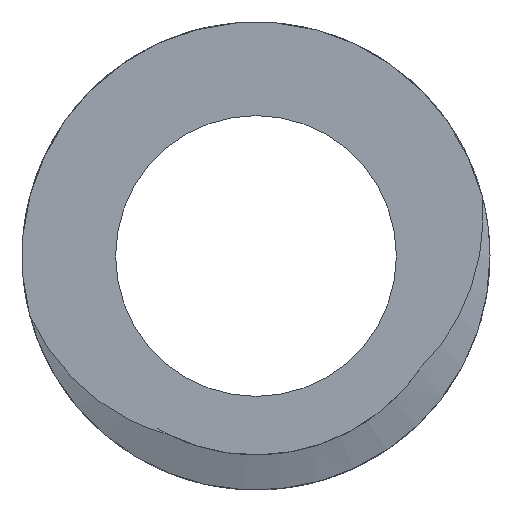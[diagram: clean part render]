
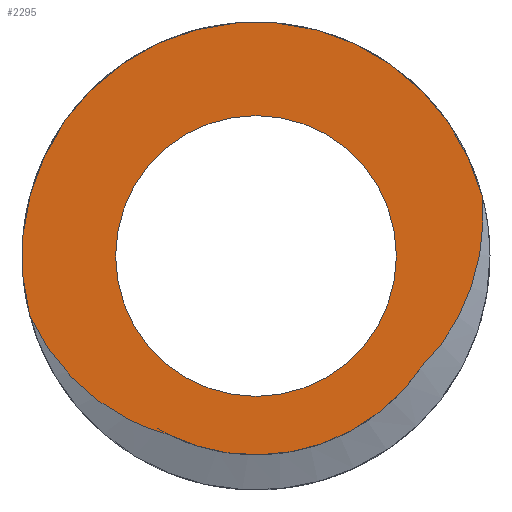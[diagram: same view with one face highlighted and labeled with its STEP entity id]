
A CAD part, front view. The second image highlights one B-rep face of the part: STEP entity #2295.
In plain terms, the highlighted planar face has unit normal (0, -1, 0).
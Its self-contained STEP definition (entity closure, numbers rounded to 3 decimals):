
#401=CARTESIAN_POINT('POINT16',(-30.,0.,0.));
#402=VERTEX_POINT('VERTEX16',#401);
#410=CARTESIAN_POINT('POINT17',(30.,0.,0.));
#411=VERTEX_POINT('VERTEX17',#410);
#418=CARTESIAN_POINT('POS12',(0.,0.,0.));
#419=DIRECTION('DIR17',(0.,1.,0.));
#420=DIRECTION('DIR18',(-1.,0.,0.));
#421=AXIS2_PLACEMENT_3D('AXIS6',#418,#419,#420);
#422=CIRCLE('ELLIPSE4',#421,30.);
#423=EDGE_CURVE('EDGE22',#402,#411,#422,.T.);
#436=CARTESIAN_POINT('POS14',(0.,0.,0.));
#437=DIRECTION('DIR21',(0.,1.,0.));
#438=DIRECTION('DIR22',(-1.,0.,0.));
#439=AXIS2_PLACEMENT_3D('AXIS8',#436,#437,#438);
#440=CIRCLE('ELLIPSE5',#439,30.);
#441=EDGE_CURVE('EDGE23',#411,#402,#440,.T.);
#446=CARTESIAN_POINT('POINT18',(35.12,0.,
   -23.931));
#447=VERTEX_POINT('VERTEX18',#446);
#567=CARTESIAN_POINT('POINT19',(48.296,0.,
   12.941));
#568=VERTEX_POINT('VERTEX19',#567);
#578=(BOUNDED_CURVE() B_SPLINE_CURVE(3,(#579,#580,#581,#582,#583,#584,
   #585,#586,#587,#588),.UNSPECIFIED.,.F.,.F.) B_SPLINE_CURVE_WITH_KNOTS
   ((4,1,1,1,1,1,1,4),(0.,0.142,
   0.284,0.427,0.57,
   0.713,0.856,1.),.UNSPECIFIED.) 
   CURVE() GEOMETRIC_REPRESENTATION_ITEM() RATIONAL_B_SPLINE_CURVE((
   1.,1.,1.,1.,1.,1.,1.,
   1.,1.,1.)) REPRESENTATION_ITEM('SPLINE_CRV15'));
#579=CARTESIAN_POINT('',(35.12,0.,
   -23.931));
#580=CARTESIAN_POINT('',(36.427,0.,
   -22.663));
#581=CARTESIAN_POINT('',(38.882,0.,
   -19.954));
#582=CARTESIAN_POINT('',(42.102,0.,
   -15.31));
#583=CARTESIAN_POINT('',(44.722,0.,
   -10.226));
#584=CARTESIAN_POINT('',(46.692,0.,
   -4.829));
#585=CARTESIAN_POINT('',(47.998,0.,
   0.916));
#586=CARTESIAN_POINT('',(48.584,0.,
   6.902));
#587=CARTESIAN_POINT('',(48.477,0.,
   10.917));
#588=CARTESIAN_POINT('',(48.296,0.,
   12.941));
#589=EDGE_CURVE('EDGE26',#447,#568,#578,.T.);
#1075=CARTESIAN_POINT('POINT20',(-18.78,0.,
   -38.127));
#1076=VERTEX_POINT('VERTEX20',#1075);
#1192=(BOUNDED_CURVE() B_SPLINE_CURVE(3,(#1193,#1194,#1195,#1196,#1197,
   #1198,#1199,#1200,#1201,#1202,#1203,#1204,#1205),.UNSPECIFIED.,.F.,
   .F.) B_SPLINE_CURVE_WITH_KNOTS((4,1,1,1,1,1,1,1,1,1,4),(0.,
   0.1,0.2,0.3,
   0.4,0.5,0.6,
   0.7,0.8,0.9,
   1.),.UNSPECIFIED.) CURVE() GEOMETRIC_REPRESENTATION_ITEM() 
   RATIONAL_B_SPLINE_CURVE((1.,1.,1.,1.,1.
   ,1.,1.,1.,1.,1.,1.,1.,
   1.)) REPRESENTATION_ITEM('SPLINE_CRV17'));
#1193=CARTESIAN_POINT('',(-18.78,0.,
   -38.127));
#1194=CARTESIAN_POINT('',(-16.949,0.,
   -39.029));
#1195=CARTESIAN_POINT('',(-13.206,0.,
   -40.549));
#1196=CARTESIAN_POINT('',(-7.317,0.,
   -42.014));
#1197=CARTESIAN_POINT('',(-1.276,0.,
   -42.627));
#1198=CARTESIAN_POINT('',(4.856,0.,
   -42.373));
#1199=CARTESIAN_POINT('',(10.875,0.,
   -41.232));
#1200=CARTESIAN_POINT('',(16.614,0.,
   -39.276));
#1201=CARTESIAN_POINT('',(22.061,0.,
   -36.499));
#1202=CARTESIAN_POINT('',(27.081,0.,
   -32.946));
#1203=CARTESIAN_POINT('',(31.497,0.,
   -28.745));
#1204=CARTESIAN_POINT('',(33.984,0.,
   -25.597));
#1205=CARTESIAN_POINT('',(35.12,0.,
   -23.931));
#1206=EDGE_CURVE('EDGE28',#1076,#447,#1192,.T.);
#1716=CARTESIAN_POINT('POINT21',(-48.373,0.,
   -12.65));
#1717=VERTEX_POINT('VERTEX21',#1716);
#1754=(BOUNDED_CURVE() B_SPLINE_CURVE(3,(#1755,#1756,#1757,#1758,#1759,
   #1760,#1761,#1762,#1763,#1764),.UNSPECIFIED.,.F.,.F.) 
   B_SPLINE_CURVE_WITH_KNOTS((4,1,1,1,1,1,1,4),(0.,
   0.144,0.287,0.43,
   0.573,0.716,0.858,
   1.),.UNSPECIFIED.) CURVE() GEOMETRIC_REPRESENTATION_ITEM() 
   RATIONAL_B_SPLINE_CURVE((1.,1.,1.,1.,1.
   ,1.,1.,1.,1.,1.)) REPRESENTATION_ITEM(
   'SPLINE_CRV19'));
#1755=CARTESIAN_POINT('',(-48.373,0.,
   -12.65));
#1756=CARTESIAN_POINT('',(-47.521,0.,
   -14.508));
#1757=CARTESIAN_POINT('',(-45.624,0.,
   -18.061));
#1758=CARTESIAN_POINT('',(-42.175,0.,
   -22.931));
#1759=CARTESIAN_POINT('',(-38.197,0.,
   -27.277));
#1760=CARTESIAN_POINT('',(-33.792,0.,
   -31.012));
#1761=CARTESIAN_POINT('',(-29.057,0.,
   -34.092));
#1762=CARTESIAN_POINT('',(-23.996,0.,
   -36.528));
#1763=CARTESIAN_POINT('',(-20.539,0.,
   -37.671));
#1764=CARTESIAN_POINT('',(-18.78,0.,
   -38.127));
#1765=EDGE_CURVE('EDGE30',#1717,#1076,#1754,.T.);
#2270=CARTESIAN_POINT('POS15',(0.,0.,0.));
#2271=DIRECTION('DIR23',(0.,1.,0.));
#2272=DIRECTION('DIR24',(1.,0.,0.));
#2273=AXIS2_PLACEMENT_3D('AXIS9',#2270,#2271,#2272);
#2274=CIRCLE('ELLIPSE6',#2273,50.);
#2275=EDGE_CURVE('EDGE31',#568,#1717,#2274,.F.);
#2280=ORIENTED_EDGE('COEDGE57',*,*,#2275,.T.);
#2281=ORIENTED_EDGE('COEDGE58',*,*,#1765,.T.);
#2282=ORIENTED_EDGE('COEDGE59',*,*,#1206,.T.);
#2283=ORIENTED_EDGE('COEDGE60',*,*,#589,.T.);
#2284=EDGE_LOOP('NONE',(#2280,#2281,#2282,#2283));
#2285=FACE_BOUND('LOOP1',#2284,.T.);
#2286=ORIENTED_EDGE('COEDGE61',*,*,#441,.T.);
#2287=ORIENTED_EDGE('COEDGE62',*,*,#423,.T.);
#2288=EDGE_LOOP('NONE',(#2286,#2287));
#2289=FACE_BOUND('LOOP1',#2288,.T.);
#2290=CARTESIAN_POINT('POS16',(0.,0.,0.));
#2291=DIRECTION('DIR25',(0.,1.,0.));
#2292=DIRECTION('DIR26',(1.,0.,0.));
#2293=AXIS2_PLACEMENT_3D('AXIS10',#2290,#2291,#2292);
#2294=PLANE('PLANE2',#2293);
#2295=ADVANCED_FACE('FACE12',(#2285,#2289),#2294,.F.);
